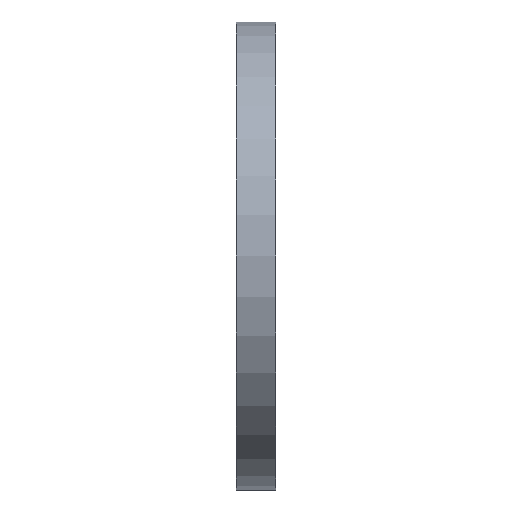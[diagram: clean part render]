
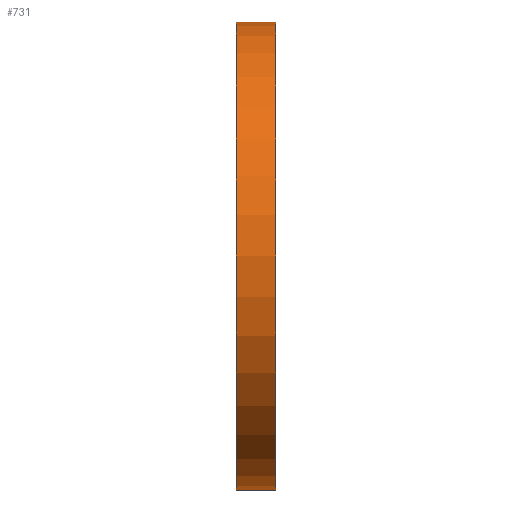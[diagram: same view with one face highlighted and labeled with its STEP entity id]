
A CAD part, left-side view. The second image highlights one B-rep face of the part: STEP entity #731.
In plain terms, the highlighted cylindrical face has radius 142.5 mm (diameter 285 mm), a partial arc.
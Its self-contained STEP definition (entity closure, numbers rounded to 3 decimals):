
#41 = VERTEX_POINT ( 'NONE', #255 ) ;
#66 = DIRECTION ( 'NONE',  ( 0., 1., 0. ) ) ;
#72 = LINE ( 'NONE', #259, #177 ) ;
#73 = DIRECTION ( 'NONE',  ( 0., 1., 0. ) ) ;
#111 = ORIENTED_EDGE ( 'NONE', *, *, #480, .F. ) ;
#150 = CARTESIAN_POINT ( 'NONE',  ( 0., 34.695, 142.5 ) ) ;
#161 = VERTEX_POINT ( 'NONE', #653 ) ;
#163 = EDGE_CURVE ( 'NONE', #240, #41, #72, .T. ) ;
#177 = VECTOR ( 'NONE', #66, 1000. ) ;
#211 = FACE_OUTER_BOUND ( 'NONE', #497, .T. ) ;
#227 = VERTEX_POINT ( 'NONE', #612 ) ;
#231 = DIRECTION ( 'NONE',  ( 0., 1., 0. ) ) ;
#240 = VERTEX_POINT ( 'NONE', #729 ) ;
#255 = CARTESIAN_POINT ( 'NONE',  ( 0., 24., -142.5 ) ) ;
#259 = CARTESIAN_POINT ( 'NONE',  ( 0., 34.695, -142.5 ) ) ;
#406 = DIRECTION ( 'NONE',  ( 0., 1., 0. ) ) ;
#413 = CIRCLE ( 'NONE', #630, 142.5 ) ;
#418 = CARTESIAN_POINT ( 'NONE',  ( 0., 0., 0. ) ) ;
#420 = DIRECTION ( 'NONE',  ( 0., 0., 1. ) ) ;
#438 = EDGE_CURVE ( 'NONE', #240, #227, #413, .T. ) ;
#454 = CIRCLE ( 'NONE', #741, 142.5 ) ;
#461 = CARTESIAN_POINT ( 'NONE',  ( 0., 34.695, 0. ) ) ;
#480 = EDGE_CURVE ( 'NONE', #41, #161, #454, .T. ) ;
#497 = EDGE_LOOP ( 'NONE', ( #528, #826, #532, #111 ) ) ;
#528 = ORIENTED_EDGE ( 'NONE', *, *, #163, .F. ) ;
#532 = ORIENTED_EDGE ( 'NONE', *, *, #692, .T. ) ;
#538 = AXIS2_PLACEMENT_3D ( 'NONE', #461, #73, #798 ) ;
#612 = CARTESIAN_POINT ( 'NONE',  ( 0., 0., 142.5 ) ) ;
#630 = AXIS2_PLACEMENT_3D ( 'NONE', #418, #231, #420 ) ;
#649 = CYLINDRICAL_SURFACE ( 'NONE', #538, 142.5 ) ;
#653 = CARTESIAN_POINT ( 'NONE',  ( 0., 24., 142.5 ) ) ;
#684 = CARTESIAN_POINT ( 'NONE',  ( 0., 24., 0. ) ) ;
#692 = EDGE_CURVE ( 'NONE', #227, #161, #732, .T. ) ;
#729 = CARTESIAN_POINT ( 'NONE',  ( 0., 0., -142.5 ) ) ;
#731 = ADVANCED_FACE ( 'NONE', ( #211 ), #649, .T. ) ;
#732 = LINE ( 'NONE', #150, #768 ) ;
#741 = AXIS2_PLACEMENT_3D ( 'NONE', #684, #816, #813 ) ;
#768 = VECTOR ( 'NONE', #406, 1000. ) ;
#798 = DIRECTION ( 'NONE',  ( 0., 0., 1. ) ) ;
#813 = DIRECTION ( 'NONE',  ( 0., 0., 1. ) ) ;
#816 = DIRECTION ( 'NONE',  ( 0., 1., 0. ) ) ;
#826 = ORIENTED_EDGE ( 'NONE', *, *, #438, .T. ) ;
